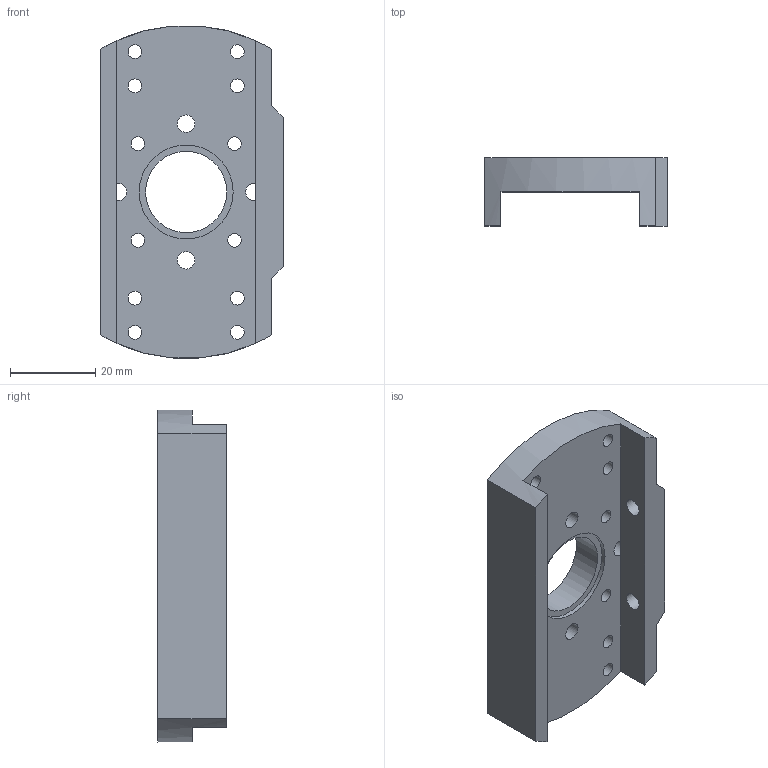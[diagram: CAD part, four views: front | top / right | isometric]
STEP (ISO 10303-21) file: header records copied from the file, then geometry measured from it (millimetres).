
FILE_DESCRIPTION(/* description */ (''),/* implementation_level */ '2;1');
FILE_NAME(/* name */ '09-21-02 Front wheel mount plate.step',/* time_stamp */ '2024-08-04T19:06:42+02:00',/* author */ (''),/* organization */ (''),/* preprocessor_version */ 'ST-DEVELOPER v20',/* originating_system */ 'Autodesk Translation Framework v13.14.0.145',/* authorisation */ '');
FILE_SCHEMA (('AUTOMOTIVE_DESIGN { 1 0 10303 214 3 1 1 }'));
Length unit declared in the file: millimetre
Products named in the file (1): 09-21-02 Front wheel mount plate
Bounding box: 42.75 x 16 x 77.77 mm (x, y, z)
Volume: 24920.3 mm3; surface area: 11859.2 mm2
Topology: 1 solids, 1 shells, 109 faces, 302 edges, 196 vertices
Faces by surface type: plane 65, cylinder 32, cone 12
Full cylindrical faces by diameter (mm): 3.2 x12, 4.1 x8, 6 x8, 19 x1, 22 x1
Entity records: 3580 total; most frequent: CARTESIAN_POINT 664, ORIENTED_EDGE 604, DIRECTION 598, EDGE_CURVE 302, AXIS2_PLACEMENT_3D 214, VERTEX_POINT 196, LINE 170, VECTOR 170
